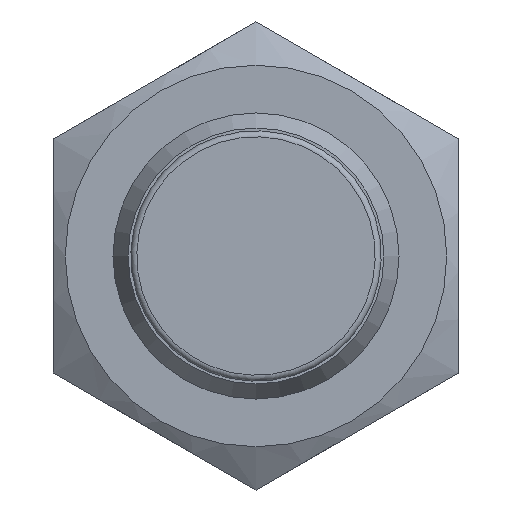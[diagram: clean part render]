
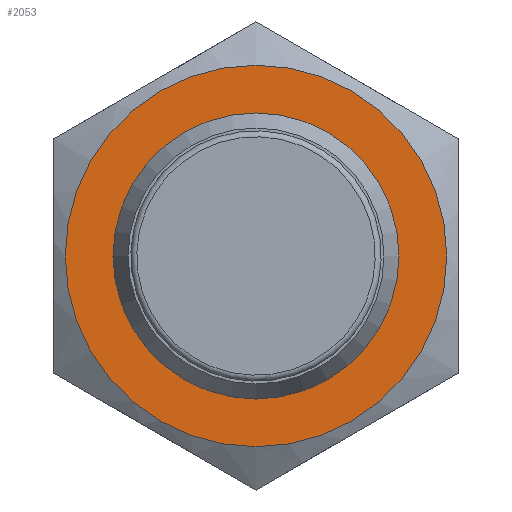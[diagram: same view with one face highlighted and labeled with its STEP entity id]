
A CAD part, left-side view. The second image highlights one B-rep face of the part: STEP entity #2053.
In plain terms, the highlighted planar face has unit normal (-1, 0, 0).
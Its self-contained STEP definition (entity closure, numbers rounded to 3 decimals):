
#46=FACE_BOUND('',#616,.T.);
#484=FACE_OUTER_BOUND('',#615,.T.);
#615=EDGE_LOOP('',(#1710));
#616=EDGE_LOOP('',(#1711));
#726=CIRCLE('',#2283,8.);
#728=CIRCLE('',#2287,6.);
#902=VERTEX_POINT('',#4644);
#904=VERTEX_POINT('',#4651);
#1175=EDGE_CURVE('',#902,#902,#726,.T.);
#1177=EDGE_CURVE('',#904,#904,#728,.T.);
#1710=ORIENTED_EDGE('',*,*,#1175,.T.);
#1711=ORIENTED_EDGE('',*,*,#1177,.T.);
#1824=PLANE('',#2286);
#2053=ADVANCED_FACE('',(#484,#46),#1824,.F.);
#2283=AXIS2_PLACEMENT_3D('',#4646,#2782,#2783);
#2286=AXIS2_PLACEMENT_3D('',#4650,#2788,#2789);
#2287=AXIS2_PLACEMENT_3D('',#4652,#2790,#2791);
#2782=DIRECTION('center_axis',(-1.,0.,0.));
#2783=DIRECTION('ref_axis',(0.,0.,1.));
#2788=DIRECTION('center_axis',(1.,0.,0.));
#2789=DIRECTION('ref_axis',(0.,-1.,0.));
#2790=DIRECTION('center_axis',(1.,0.,0.));
#2791=DIRECTION('ref_axis',(0.,1.,0.));
#4644=CARTESIAN_POINT('',(18.215,0.,-8.));
#4646=CARTESIAN_POINT('Origin',(18.215,0.,
0.));
#4650=CARTESIAN_POINT('Origin',(18.215,0.,0.));
#4651=CARTESIAN_POINT('',(18.215,-6.,0.));
#4652=CARTESIAN_POINT('Origin',(18.215,0.,0.));
